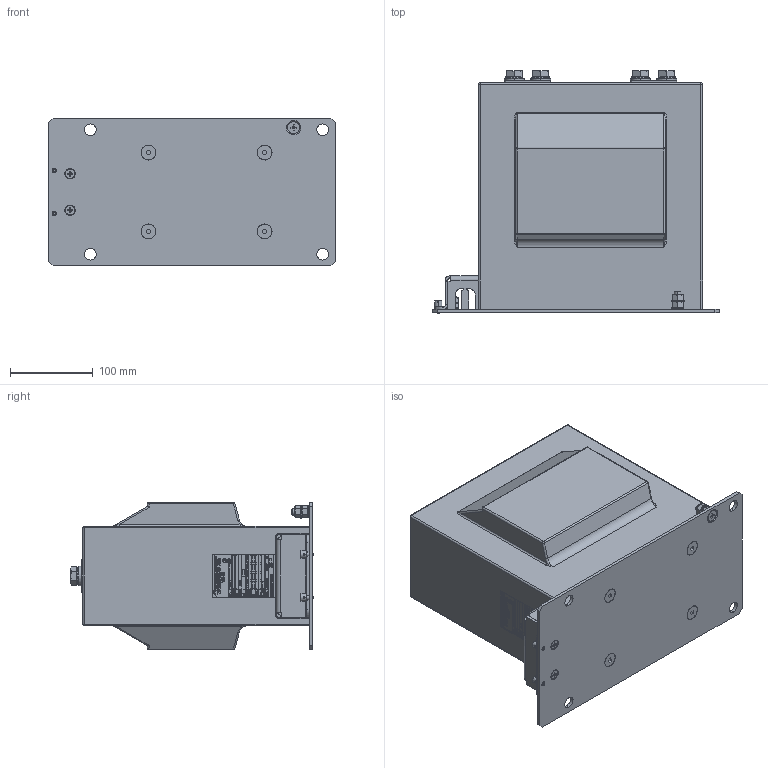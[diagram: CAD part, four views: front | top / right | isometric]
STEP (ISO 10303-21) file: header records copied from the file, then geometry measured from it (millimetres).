
FILE_DESCRIPTION (( 'STEP AP214' ), '1' );
FILE_NAME ('ﾒﾋﾊ-ﾑﾒ-20 (5ﾀ-1500ﾀ).STEP', '2023-06-28T05:47:43', ( '' ), ( '' ), 'SwSTEP 2.0', 'SolidWorks 2014', '' );
FILE_SCHEMA (( 'AUTOMOTIVE_DESIGN' ));
Length unit declared in the file: millimetre
Products named in the file (24): Êîìïàóíä^ÂÅÈÓ.671213.562 Ñáîðêà ñ çàëèâêîé ÒËÊ-ÑÒ-20; Áîëò DIN 933_6å12; ÂÅÈÓ.758472.024 Ãàéêà ñïåöèàëüíàÿ; ﾘ琺矜 DIN 125 ﾀ_6.01.019; ÂÅÈÓ.671213.351 Àêòèâíàÿ ÷àñòü ÒËÊ-ÑÒ-20; Ãàéêà øåñòèãðàííàÿ DIN 934_6; ﾘ琺矜 DIN 127 B_6; 屡扔.758472.007 绵殛郷-01; ﾘ琺矜 DIN 125 ﾀ_8.01.019; 屡扔.757465.009 袜觐礤黜桕; Ãàéêà øåñòèãðàííàÿ DIN 934_8; ﾘ琺矜 DIN 127 B_8; ﾒﾋﾊ-ﾑﾒ-20 (5ﾀ-1500ﾀ); Âèíò DIN 965_Œ6å20; Âèíò DIN 965_Œ8å25; Âèíò ïîòàé ñ âí. øåñò. DIN 7991_8å20; Áîëò DIN 933_12å30 ; ﾘ琺矜 DIN 127 B_12; ﾘ琺矜 DIN 125 ﾀ_12.01.019; ÂÅÈÓ.754312.182À Òàáëè÷êà òåõíè÷åñêèõ äàííûõ ÒËÊ-ÑÒ_-00; 屡扔.758181.002 妈眚 镫铎徼痤忸黜; ÂÅÈÓ.735314.027 Êðûøêà çàùèòíàÿ; 屡扔.733411.007 务眍忄龛錩-01; ÂÅÈÓ.671213.562 Ñáîðêà ñ çàëèâêîé ÒËÊ-ÑÒ-20
Assembly tree (61 placements, depth 4):
  ﾒﾋﾊ-ﾑﾒ-20 (5ﾀ-1500ﾀ)
    ÂÅÈÓ.671213.562 Ñáîðêà ñ çàëèâêîé ÒËÊ-ÑÒ-20
      ÂÅÈÓ.671213.351 Àêòèâíàÿ ÷àñòü ÒËÊ-ÑÒ-20
        屡扔.757465.009 袜觐礤黜桕  x2
        屡扔.758472.007 绵殛郷-01  x4
      ÂÅÈÓ.758472.024 Ãàéêà ñïåöèàëüíàÿ  x4
      Êîìïàóíä^ÂÅÈÓ.671213.562 Ñáîðêà ñ çàëèâêîé ÒËÊ-ÑÒ-20
    屡扔.733411.007 务眍忄龛錩-01
    ÂÅÈÓ.735314.027 Êðûøêà çàùèòíàÿ
    屡扔.758181.002 妈眚 镫铎徼痤忸黜  x2
    ÂÅÈÓ.754312.182À Òàáëè÷êà òåõíè÷åñêèõ äàííûõ ÒËÊ-ÑÒ_-00
    ﾘ琺矜 DIN 125 ﾀ_12.01.019  x4
    ﾘ琺矜 DIN 127 B_12  x4
    Áîëò DIN 933_12å30   x4
    Âèíò ïîòàé ñ âí. øåñò. DIN 7991_8å20  x4
    Âèíò DIN 965_Œ8å25
    Âèíò DIN 965_Œ6å20  x2
    ﾘ琺矜 DIN 127 B_8
    Ãàéêà øåñòèãðàííàÿ DIN 934_8  x2
    ﾘ琺矜 DIN 125 ﾀ_8.01.019
    ﾘ琺矜 DIN 127 B_6  x6
    Ãàéêà øåñòèãðàííàÿ DIN 934_6  x4
    ﾘ琺矜 DIN 125 ﾀ_6.01.019  x6
    Áîëò DIN 933_6å12  x4
Bounding box: 345 x 292.5 x 178 mm (x, y, z)
Volume: 10612404.1 mm3; surface area: 536308 mm2
Topology: 59 solids, 59 shells, 4314 faces, 11130 edges, 7268 vertices
Faces by surface type: plane 2425, bspline 1095, cylinder 442, cone 271, torus 69, sphere 12
Entity records: 194797 total; most frequent: CARTESIAN_POINT 79703, ORIENTED_EDGE 19452, DIRECTION 13366, EDGE_CURVE 9726, LINE 6730, VECTOR 6730, VERTEX_POINT 6417, EDGE_LOOP 4105
